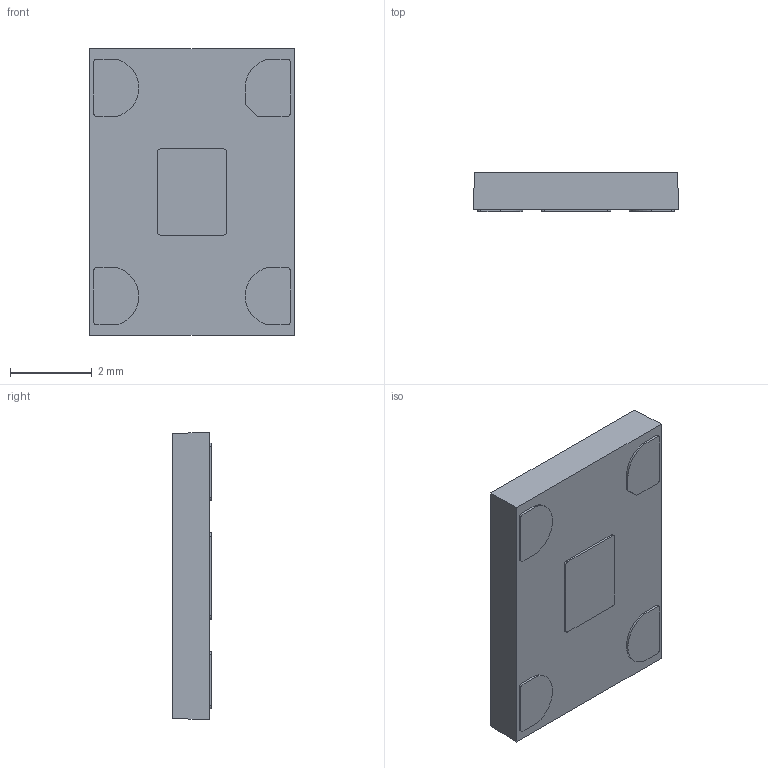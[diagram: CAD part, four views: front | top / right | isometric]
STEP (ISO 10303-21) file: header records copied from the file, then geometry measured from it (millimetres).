
FILE_DESCRIPTION(/* description */ (''),/* implementation_level */ '2;1');
FILE_NAME(/* name */ 'QFN_7050_4pins_with_CP.stp',/* time_stamp */ '2017-09-15T11:14:20+03:00',/* author */ ('Oleh Se'),/* organization */ (''),/* preprocessor_version */ 'ST-DEVELOPER v15.6',/* originating_system */ 'Autodesk Inventor 2015',/* authorisation */ '');
FILE_SCHEMA (('AUTOMOTIVE_DESIGN { 1 0 10303 214 3 1 1 }'));
Length unit declared in the file: millimetre
Products named in the file (1): QFN_7050_4pins_with_CP
Bounding box: 5 x 0.95 x 7 mm (x, y, z)
Volume: 31.7 mm3; surface area: 92.3 mm2
Topology: 1 solids, 1 shells, 47 faces, 117 edges, 78 vertices
Faces by surface type: plane 30, cylinder 17
Full cylindrical faces by diameter (mm): 0.2 x1
Entity records: 1487 total; most frequent: DIRECTION 246, CARTESIAN_POINT 242, ORIENTED_EDGE 232, EDGE_CURVE 116, LINE 82, VECTOR 82, AXIS2_PLACEMENT_3D 82, VERTEX_POINT 78
